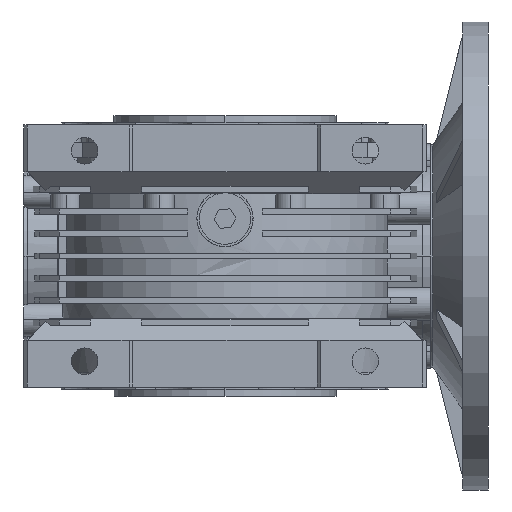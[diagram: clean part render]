
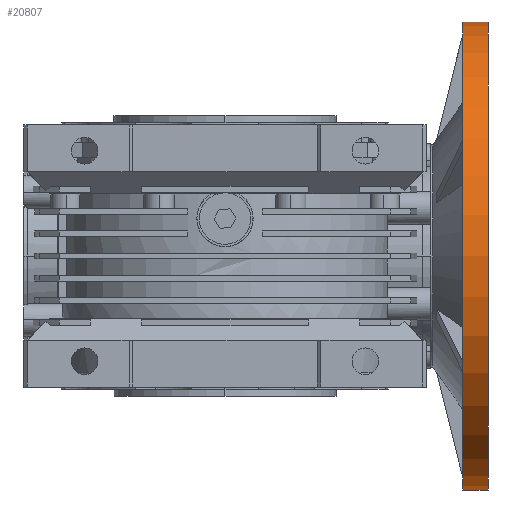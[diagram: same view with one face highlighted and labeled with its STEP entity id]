
A CAD part, front view. The second image highlights one B-rep face of the part: STEP entity #20807.
In plain terms, the highlighted cylindrical face has radius 100 mm (diameter 200 mm), a partial arc.
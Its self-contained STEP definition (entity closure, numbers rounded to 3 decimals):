
#454 = CARTESIAN_POINT ( 'NONE',  ( 112.5, 75., 0. ) ) ;
#631 = DIRECTION ( 'NONE',  ( -1., 0., 0. ) ) ;
#1780 = EDGE_CURVE ( 'NONE', #37248, #10414, #22969, .T. ) ;
#3223 = DIRECTION ( 'NONE',  ( 0., 0., 1. ) ) ;
#3828 = FACE_OUTER_BOUND ( 'NONE', #16901, .T. ) ;
#4795 = CIRCLE ( 'NONE', #32604, 100. ) ;
#5177 = CARTESIAN_POINT ( 'NONE',  ( 112.5, 75., 100. ) ) ;
#5852 = EDGE_CURVE ( 'NONE', #10414, #38446, #33033, .T. ) ;
#6126 = VECTOR ( 'NONE', #16853, 1000. ) ;
#7275 = CARTESIAN_POINT ( 'NONE',  ( 101.5, 75., -100. ) ) ;
#8572 = CARTESIAN_POINT ( 'NONE',  ( 101.5, 75., 0. ) ) ;
#10414 = VERTEX_POINT ( 'NONE', #13633 ) ;
#11591 = EDGE_CURVE ( 'NONE', #36487, #37248, #4795, .T. ) ;
#12331 = CYLINDRICAL_SURFACE ( 'NONE', #35851, 100. ) ;
#13633 = CARTESIAN_POINT ( 'NONE',  ( 101.5, 75., 100. ) ) ;
#13692 = CARTESIAN_POINT ( 'NONE',  ( 112.5, 75., -100. ) ) ;
#15313 = AXIS2_PLACEMENT_3D ( 'NONE', #8572, #29755, #3223 ) ;
#15909 = DIRECTION ( 'NONE',  ( 0., 0., 1. ) ) ;
#16853 = DIRECTION ( 'NONE',  ( -1., 0., 0. ) ) ;
#16901 = EDGE_LOOP ( 'NONE', ( #37746, #19652, #34886, #25410 ) ) ;
#18426 = LINE ( 'NONE', #35889, #36007 ) ;
#18653 = CARTESIAN_POINT ( 'NONE',  ( 112.5, 75., 0. ) ) ;
#19652 = ORIENTED_EDGE ( 'NONE', *, *, #11591, .T. ) ;
#20807 = ADVANCED_FACE ( 'NONE', ( #3828 ), #12331, .T. ) ;
#22969 = LINE ( 'NONE', #5177, #6126 ) ;
#24542 = DIRECTION ( 'NONE',  ( -1., 0., 0. ) ) ;
#25410 = ORIENTED_EDGE ( 'NONE', *, *, #5852, .T. ) ;
#29755 = DIRECTION ( 'NONE',  ( 1., 0., 0. ) ) ;
#31800 = EDGE_CURVE ( 'NONE', #36487, #38446, #18426, .T. ) ;
#32604 = AXIS2_PLACEMENT_3D ( 'NONE', #18653, #631, #36890 ) ;
#33033 = CIRCLE ( 'NONE', #15313, 100. ) ;
#33535 = CARTESIAN_POINT ( 'NONE',  ( 112.5, 75., 100. ) ) ;
#33541 = DIRECTION ( 'NONE',  ( -1., 0., 0. ) ) ;
#34886 = ORIENTED_EDGE ( 'NONE', *, *, #1780, .T. ) ;
#35851 = AXIS2_PLACEMENT_3D ( 'NONE', #454, #33541, #15909 ) ;
#35889 = CARTESIAN_POINT ( 'NONE',  ( 112.5, 75., -100. ) ) ;
#36007 = VECTOR ( 'NONE', #24542, 1000. ) ;
#36487 = VERTEX_POINT ( 'NONE', #13692 ) ;
#36890 = DIRECTION ( 'NONE',  ( 0., 0., 1. ) ) ;
#37248 = VERTEX_POINT ( 'NONE', #33535 ) ;
#37746 = ORIENTED_EDGE ( 'NONE', *, *, #31800, .F. ) ;
#38446 = VERTEX_POINT ( 'NONE', #7275 ) ;
